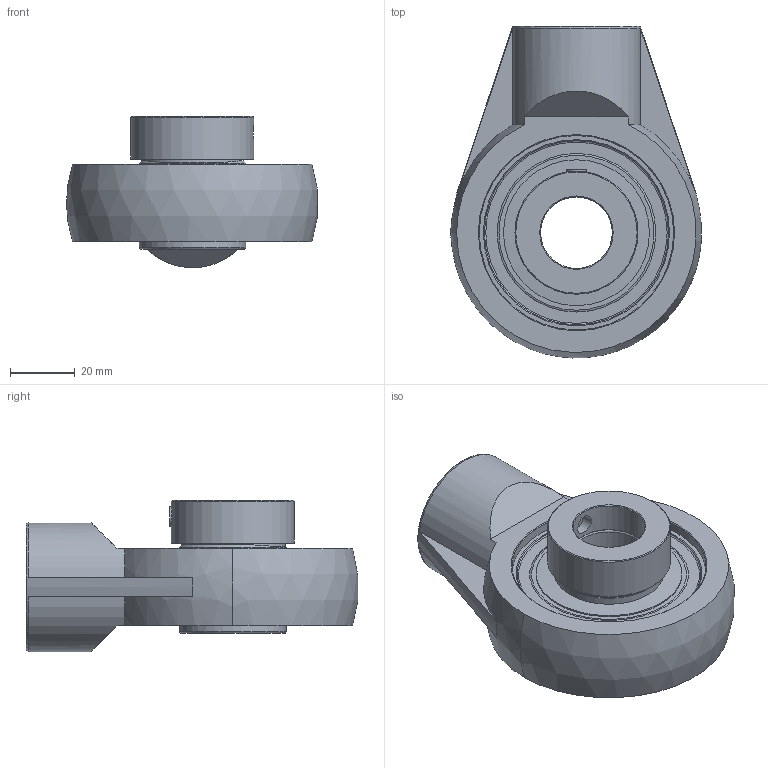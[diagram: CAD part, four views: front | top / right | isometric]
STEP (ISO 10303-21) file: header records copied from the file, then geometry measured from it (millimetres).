
FILE_DESCRIPTION(('HOOPS Exchange Step'),'2;1');
FILE_NAME('export-C4D66F26-962B-4689-A475-461CF625442C.stp','2020-05-20T07:27:56-07:00',('dkerr'),('Alibre'),'HOOPS Exchange 2020.0','Alibre','Unknown authorisation');
FILE_SCHEMA( ('AP242_MANAGED_MODEL_BASED_3D_ENGINEERING_MIM_LF {1 0 10303 442 1 1 4 }') );
Length unit declared in the file: inch
Products named in the file (8): MRN SHAM L4L 205; SNC 205 (Ball Bearing); SNC 205-14 L4L (0.875inch) (Race); SNC 205-14 (Collar); SNC 205 (Shield); SNC 205 (Setscrew); MRN SNC 205-14 L4L (0.875inch); MRN SNCSHAM 205-14 L4L (0.875inch)
Assembly tree (8 placements, depth 3):
  MRN SNCSHAM 205-14 L4L (0.875inch)
    MRN SHAM L4L 205
    MRN SNC 205-14 L4L (0.875inch)
      SNC 205 (Ball Bearing)
      SNC 205-14 L4L (0.875inch) (Race)
      SNC 205-14 (Collar)
      SNC 205 (Shield)  x2
      SNC 205 (Setscrew)
Bounding box: 77.72 x 102.77 x 46.9 mm (x, y, z)
Volume: 120099.3 mm3; surface area: 43361 mm2
Topology: 16 solids, 16 shells, 126 faces, 350 edges, 240 vertices
Faces by surface type: plane 44, cylinder 35, cone 18, sphere 14, torus 11, bspline 4
Full cylindrical faces by diameter (mm): 5.994 x1, 6 x2, 19.05 x1, 22.225 x2, 30.683 x2, 33.02 x4, 34.036 x2, 38.1 x1, 44.063 x2, 45.212 x2, 57.143 x1, 60.25 x1
Entity records: 5843 total; most frequent: CARTESIAN_POINT 2519, DIRECTION 720, ORIENTED_EDGE 616, AXIS2_PLACEMENT_3D 313, EDGE_CURVE 308, VERTEX_POINT 226, CIRCLE 168, EDGE_LOOP 138
